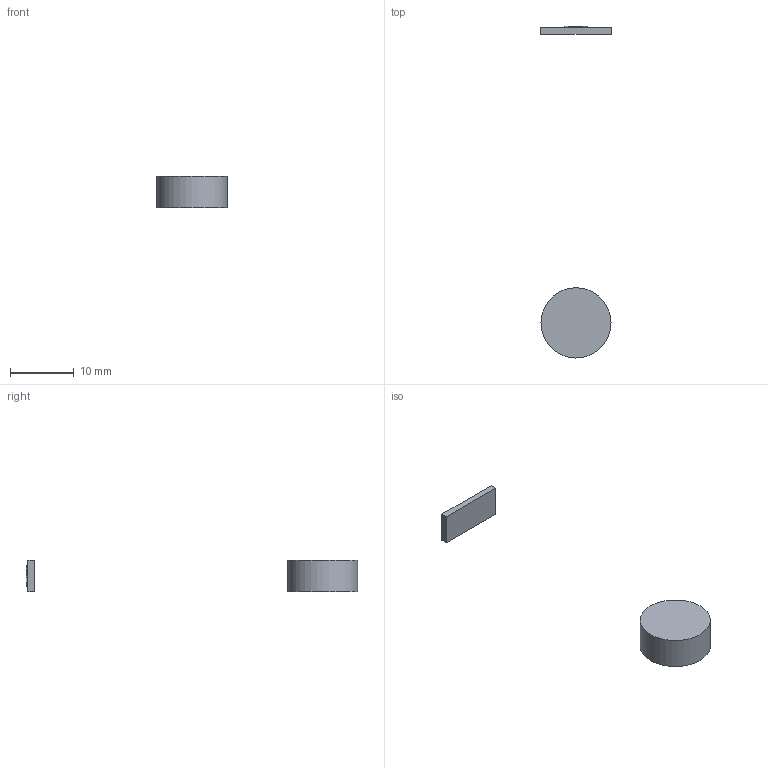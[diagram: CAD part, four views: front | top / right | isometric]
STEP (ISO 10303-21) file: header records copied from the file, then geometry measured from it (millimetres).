
FILE_DESCRIPTION(/* description */ ('TAPPO DIAFRAMMA'),/* implementation_level */ '2;1');
FILE_NAME(/* name */ 'X - 2230.17.stp',/* time_stamp */ '2016-04-27T08:23:49+02:00',/* author */ ('Maniean1'),/* organization */ ('Pneumax S.p.A.'),/* preprocessor_version */ 'ST-DEVELOPER v15.2',/* originating_system */ 'Autodesk Inventor 2014',/* authorisation */ '');
FILE_SCHEMA (('AUTOMOTIVE_DESIGN { 1 0 10303 214 3 1 1 }'));
Length unit declared in the file: millimetre
Products named in the file (1): X - 2230.17
Bounding box: 11 x 52.05 x 5 mm (x, y, z)
Volume: 531.2 mm3; surface area: 510.2 mm2
Topology: 2 solids, 2 shells, 26 faces, 63 edges, 42 vertices
Faces by surface type: plane 21, bspline 4, cylinder 1
Full cylindrical faces by diameter (mm): 11 x1
Entity records: 794 total; most frequent: CARTESIAN_POINT 173, ORIENTED_EDGE 124, DIRECTION 102, EDGE_CURVE 62, LINE 52, VECTOR 52, VERTEX_POINT 42, EDGE_LOOP 28
